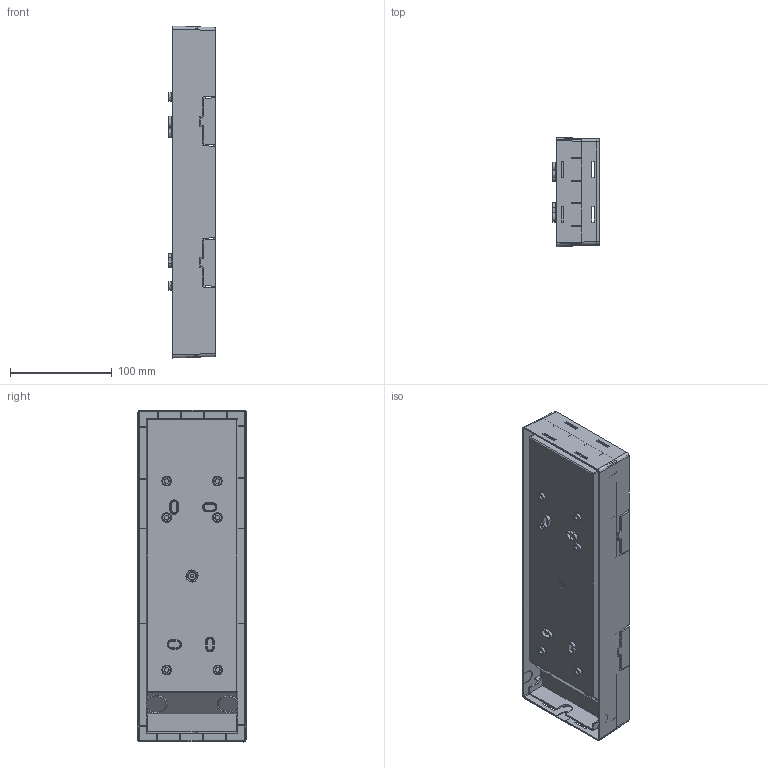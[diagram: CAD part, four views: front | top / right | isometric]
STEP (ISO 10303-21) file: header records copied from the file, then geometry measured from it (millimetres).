
FILE_DESCRIPTION((''),'2;1');
FILE_NAME('','',('none'),('none'),'','','none');
FILE_SCHEMA(('CONFIG_CONTROL_DESIGN'));
Length unit declared in the file: millimetre
Products named in the file (1): EN10077609
Bounding box: 47 x 106.99 x 326.99 mm (x, y, z)
Volume: 1036701.6 mm3; surface area: 224391.6 mm2
Topology: 2 solids, 2 shells, 587 faces, 1525 edges, 958 vertices
Faces by surface type: plane 285, cylinder 198, torus 70, bspline 22, cone 8, sphere 4
Entity records: 17941 total; most frequent: CARTESIAN_POINT 4810, ORIENTED_EDGE 3038, DIRECTION 2094, EDGE_CURVE 1519, VERTEX_POINT 958, VECTOR 956, LINE 956, AXIS2_PLACEMENT_3D 764
